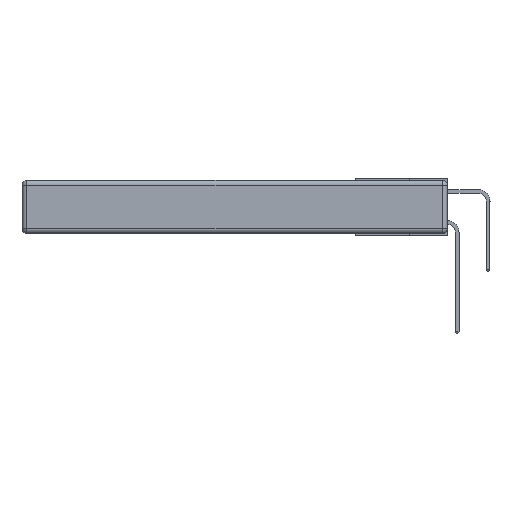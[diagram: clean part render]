
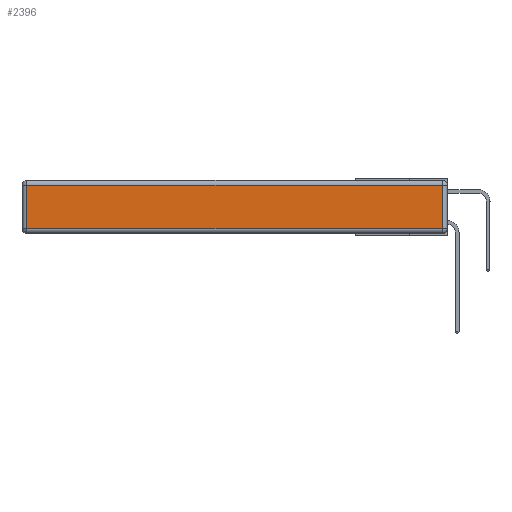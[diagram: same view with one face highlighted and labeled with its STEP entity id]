
A CAD part, left-side view. The second image highlights one B-rep face of the part: STEP entity #2396.
In plain terms, the highlighted planar face has unit normal (-1, 0, 0).
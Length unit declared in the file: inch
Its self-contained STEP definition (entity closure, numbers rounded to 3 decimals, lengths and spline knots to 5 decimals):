
#941 = FACE_OUTER_BOUND ( 'NONE', #4029, .T. ) ;
#1137 = LINE ( 'NONE', #9542, #3704 ) ;
#1272 = DIRECTION ( 'NONE',  ( -1., 0., 0. ) ) ;
#1920 = DIRECTION ( 'NONE',  ( 0., 0., 1. ) ) ;
#1942 = ORIENTED_EDGE ( 'NONE', *, *, #2213, .T. ) ;
#2213 = EDGE_CURVE ( 'NONE', #10543, #10499, #1137, .T. ) ;
#2372 = VECTOR ( 'NONE', #7428, 39.37008 ) ;
#2396 = ADVANCED_FACE ( 'NONE', ( #941 ), #11801, .T. ) ;
#3131 = CARTESIAN_POINT ( 'NONE',  ( 0., 2.72, -0.03 ) ) ;
#3704 = VECTOR ( 'NONE', #6061, 39.37008 ) ;
#4029 = EDGE_LOOP ( 'NONE', ( #1942, #11047, #6006, #8997 ) ) ;
#4818 = CARTESIAN_POINT ( 'NONE',  ( 0., 0., -0.343 ) ) ;
#5504 = LINE ( 'NONE', #9823, #2372 ) ;
#5514 = CARTESIAN_POINT ( 'NONE',  ( 0., 0.03, -0.343 ) ) ;
#6006 = ORIENTED_EDGE ( 'NONE', *, *, #11164, .T. ) ;
#6061 = DIRECTION ( 'NONE',  ( 0., -1., 0. ) ) ;
#7428 = DIRECTION ( 'NONE',  ( 0., 0., -1. ) ) ;
#7600 = AXIS2_PLACEMENT_3D ( 'NONE', #4818, #1272, #14338 ) ;
#8106 = DIRECTION ( 'NONE',  ( 0., 1., 0. ) ) ;
#8472 = VERTEX_POINT ( 'NONE', #3131 ) ;
#8677 = LINE ( 'NONE', #5514, #9394 ) ;
#8997 = ORIENTED_EDGE ( 'NONE', *, *, #14195, .T. ) ;
#9394 = VECTOR ( 'NONE', #1920, 39.37008 ) ;
#9542 = CARTESIAN_POINT ( 'NONE',  ( 0., 0., -0.313 ) ) ;
#9637 = VECTOR ( 'NONE', #8106, 39.37008 ) ;
#9823 = CARTESIAN_POINT ( 'NONE',  ( 0., 2.72, -0.343 ) ) ;
#10361 = LINE ( 'NONE', #14248, #9637 ) ;
#10499 = VERTEX_POINT ( 'NONE', #13823 ) ;
#10543 = VERTEX_POINT ( 'NONE', #15012 ) ;
#11047 = ORIENTED_EDGE ( 'NONE', *, *, #13302, .T. ) ;
#11164 = EDGE_CURVE ( 'NONE', #13725, #8472, #10361, .T. ) ;
#11801 = PLANE ( 'NONE',  #7600 ) ;
#13302 = EDGE_CURVE ( 'NONE', #10499, #13725, #8677, .T. ) ;
#13725 = VERTEX_POINT ( 'NONE', #14694 ) ;
#13823 = CARTESIAN_POINT ( 'NONE',  ( 0., 0.03, -0.313 ) ) ;
#14195 = EDGE_CURVE ( 'NONE', #8472, #10543, #5504, .T. ) ;
#14248 = CARTESIAN_POINT ( 'NONE',  ( 0., 2.75, -0.03 ) ) ;
#14338 = DIRECTION ( 'NONE',  ( 0., 0., 1. ) ) ;
#14694 = CARTESIAN_POINT ( 'NONE',  ( 0., 0.03, -0.03 ) ) ;
#15012 = CARTESIAN_POINT ( 'NONE',  ( 0., 2.72, -0.313 ) ) ;
